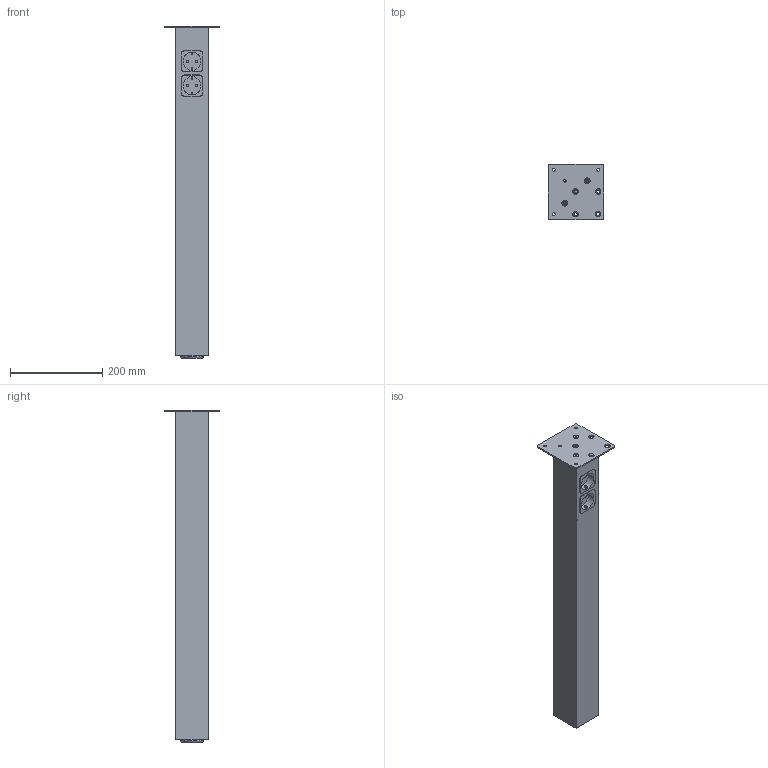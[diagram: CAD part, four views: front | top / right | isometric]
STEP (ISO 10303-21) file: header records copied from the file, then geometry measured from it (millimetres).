
FILE_DESCRIPTION(('STEP AP214'),'1');
FILE_NAME('SFSC0720-2.STP','2024-06-12T06:49:33',(' '),(' '),'Spatial InterOp 3D',' ',' ');
FILE_SCHEMA(('AUTOMOTIVE_DESIGN { 1 0 10303 214 1 1 1 1 }'));
Length unit declared in the file: millimetre
Products named in the file (1): Lokale Op.
Bounding box: 120 x 120 x 720 mm (x, y, z)
Volume: 620142.9 mm3; surface area: 464424.1 mm2
Topology: 11 solids, 11 shells, 349 faces, 902 edges, 578 vertices
Faces by surface type: plane 158, cylinder 129, cone 46, torus 16
Entity records: 11879 total; most frequent: CARTESIAN_POINT 2392, DIRECTION 1944, ORIENTED_EDGE 1796, EDGE_CURVE 898, AXIS2_PLACEMENT_3D 734, VERTEX_POINT 578, LINE 476, VECTOR 476
